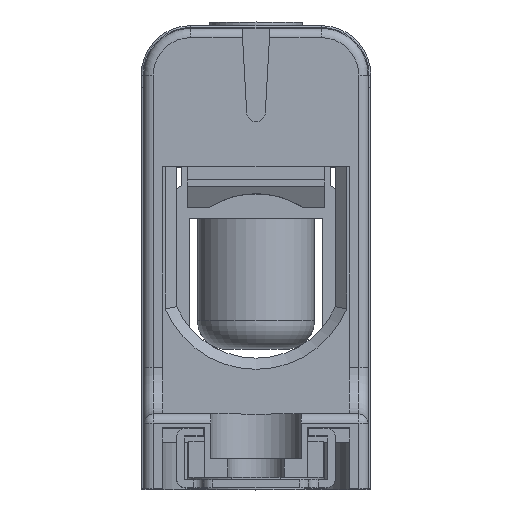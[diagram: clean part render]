
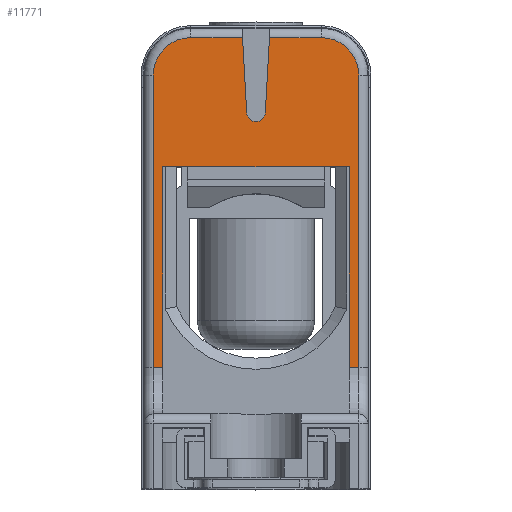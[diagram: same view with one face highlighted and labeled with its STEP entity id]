
A CAD part, top view. The second image highlights one B-rep face of the part: STEP entity #11771.
In plain terms, the highlighted planar face has unit normal (0, 0, 1).
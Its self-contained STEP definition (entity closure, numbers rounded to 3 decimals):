
#56 = ORIENTED_EDGE ( 'NONE', *, *, #12253, .T. ) ;
#623 = VERTEX_POINT ( 'NONE', #20318 ) ;
#719 = DIRECTION ( 'NONE',  ( 0.055, -0.998, 0. ) ) ;
#783 = CARTESIAN_POINT ( 'NONE',  ( -11., 8., 30.5 ) ) ;
#845 = CARTESIAN_POINT ( 'NONE',  ( 1.5, 44.3, 30.5 ) ) ;
#1087 = CARTESIAN_POINT ( 'NONE',  ( -10., 29.5, 30.5 ) ) ;
#1221 = ORIENTED_EDGE ( 'NONE', *, *, #19875, .F. ) ;
#1265 = VERTEX_POINT ( 'NONE', #18802 ) ;
#1342 = ORIENTED_EDGE ( 'NONE', *, *, #7030, .T. ) ;
#1549 = AXIS2_PLACEMENT_3D ( 'NONE', #13694, #16179, #18108 ) ;
#1564 = DIRECTION ( 'NONE',  ( 0., 0., 1. ) ) ;
#1772 = VECTOR ( 'NONE', #18594, 1000. ) ;
#1899 = VERTEX_POINT ( 'NONE', #21056 ) ;
#2124 = CARTESIAN_POINT ( 'NONE',  ( 12., 43.3, 30.5 ) ) ;
#2178 = CARTESIAN_POINT ( 'NONE',  ( -7., 43.3, 30.5 ) ) ;
#2573 = DIRECTION ( 'NONE',  ( 0., -1., 0. ) ) ;
#2687 = CIRCLE ( 'NONE', #26577, 4. ) ;
#2816 = VECTOR ( 'NONE', #28290, 1000. ) ;
#3064 = VERTEX_POINT ( 'NONE', #16077 ) ;
#3624 = CARTESIAN_POINT ( 'NONE',  ( -7., 39.3, 30.5 ) ) ;
#3847 = ORIENTED_EDGE ( 'NONE', *, *, #22092, .F. ) ;
#3921 = LINE ( 'NONE', #19323, #2816 ) ;
#3924 = EDGE_CURVE ( 'NONE', #11634, #12755, #2687, .T. ) ;
#3964 = DIRECTION ( 'NONE',  ( 1., 0., 0. ) ) ;
#5182 = ORIENTED_EDGE ( 'NONE', *, *, #17688, .T. ) ;
#5565 = LINE ( 'NONE', #11879, #27607 ) ;
#5588 = EDGE_CURVE ( 'NONE', #623, #11634, #5565, .T. ) ;
#5627 = DIRECTION ( 'NONE',  ( 1., 0., 0. ) ) ;
#5791 = VECTOR ( 'NONE', #9376, 1000. ) ;
#5852 = VERTEX_POINT ( 'NONE', #7414 ) ;
#5870 = VERTEX_POINT ( 'NONE', #20759 ) ;
#6060 = CARTESIAN_POINT ( 'NONE',  ( -10., 8., 30.5 ) ) ;
#6441 = EDGE_LOOP ( 'NONE', ( #1221, #26635, #56, #1342, #5182, #15626, #18386, #28797, #23094, #20439, #23784, #24134, #16577, #3847 ) ) ;
#6555 = CARTESIAN_POINT ( 'NONE',  ( -10., 8., 30.5 ) ) ;
#7030 = EDGE_CURVE ( 'NONE', #17106, #24616, #14475, .T. ) ;
#7414 = CARTESIAN_POINT ( 'NONE',  ( -0.998, 35.245, 30.5 ) ) ;
#7594 = CARTESIAN_POINT ( 'NONE',  ( 12., 43.3, 30.5 ) ) ;
#7822 = LINE ( 'NONE', #6060, #28316 ) ;
#8082 = LINE ( 'NONE', #17026, #26454 ) ;
#8266 = CIRCLE ( 'NONE', #9219, 4. ) ;
#9219 = AXIS2_PLACEMENT_3D ( 'NONE', #3624, #1564, #28572 ) ;
#9376 = DIRECTION ( 'NONE',  ( 0.055, 0.998, 0. ) ) ;
#9587 = PLANE ( 'NONE',  #13868 ) ;
#9932 = DIRECTION ( 'NONE',  ( 0., -1., 0. ) ) ;
#11072 = DIRECTION ( 'NONE',  ( -1., 0., 0. ) ) ;
#11572 = DIRECTION ( 'NONE',  ( -1., 0., 0. ) ) ;
#11634 = VERTEX_POINT ( 'NONE', #15149 ) ;
#11771 = ADVANCED_FACE ( 'NONE', ( #18240 ), #9587, .F. ) ;
#11803 = LINE ( 'NONE', #27512, #24048 ) ;
#11879 = CARTESIAN_POINT ( 'NONE',  ( 11., 3., 30.5 ) ) ;
#12253 = EDGE_CURVE ( 'NONE', #14108, #17106, #8266, .T. ) ;
#12755 = VERTEX_POINT ( 'NONE', #15752 ) ;
#13694 = CARTESIAN_POINT ( 'NONE',  ( 0., 35.3, 30.5 ) ) ;
#13861 = LINE ( 'NONE', #15915, #26643 ) ;
#13868 = AXIS2_PLACEMENT_3D ( 'NONE', #15886, #27203, #20879 ) ;
#14057 = LINE ( 'NONE', #845, #5791 ) ;
#14108 = VERTEX_POINT ( 'NONE', #2178 ) ;
#14143 = DIRECTION ( 'NONE',  ( 0., 1., 0. ) ) ;
#14332 = CARTESIAN_POINT ( 'NONE',  ( 10., 8., 30.5 ) ) ;
#14363 = LINE ( 'NONE', #25808, #22989 ) ;
#14475 = LINE ( 'NONE', #21230, #21499 ) ;
#15149 = CARTESIAN_POINT ( 'NONE',  ( 11., 39.3, 30.5 ) ) ;
#15462 = LINE ( 'NONE', #2124, #20775 ) ;
#15592 = EDGE_CURVE ( 'NONE', #5870, #28921, #3921, .T. ) ;
#15626 = ORIENTED_EDGE ( 'NONE', *, *, #28843, .F. ) ;
#15752 = CARTESIAN_POINT ( 'NONE',  ( 7., 43.3, 30.5 ) ) ;
#15886 = CARTESIAN_POINT ( 'NONE',  ( 12., 3., 30.5 ) ) ;
#15915 = CARTESIAN_POINT ( 'NONE',  ( -10., 29.5, 30.5 ) ) ;
#16077 = CARTESIAN_POINT ( 'NONE',  ( 1.445, 43.3, 30.5 ) ) ;
#16179 = DIRECTION ( 'NONE',  ( 0., 0., 1. ) ) ;
#16403 = CARTESIAN_POINT ( 'NONE',  ( 7., 39.3, 30.5 ) ) ;
#16577 = ORIENTED_EDGE ( 'NONE', *, *, #22561, .F. ) ;
#16920 = VERTEX_POINT ( 'NONE', #6555 ) ;
#17026 = CARTESIAN_POINT ( 'NONE',  ( 12., 8., 30.5 ) ) ;
#17106 = VERTEX_POINT ( 'NONE', #25477 ) ;
#17688 = EDGE_CURVE ( 'NONE', #24616, #16920, #7822, .T. ) ;
#18108 = DIRECTION ( 'NONE',  ( 1., 0., 0. ) ) ;
#18240 = FACE_OUTER_BOUND ( 'NONE', #6441, .T. ) ;
#18386 = ORIENTED_EDGE ( 'NONE', *, *, #15592, .F. ) ;
#18398 = EDGE_CURVE ( 'NONE', #28420, #623, #8082, .T. ) ;
#18449 = LINE ( 'NONE', #7594, #1772 ) ;
#18594 = DIRECTION ( 'NONE',  ( -1., 0., 0. ) ) ;
#18802 = CARTESIAN_POINT ( 'NONE',  ( -1.445, 43.3, 30.5 ) ) ;
#19323 = CARTESIAN_POINT ( 'NONE',  ( 8.5, 29.5, 30.5 ) ) ;
#19875 = EDGE_CURVE ( 'NONE', #1265, #5852, #14363, .T. ) ;
#20318 = CARTESIAN_POINT ( 'NONE',  ( 11., 8., 30.5 ) ) ;
#20439 = ORIENTED_EDGE ( 'NONE', *, *, #5588, .T. ) ;
#20673 = DIRECTION ( 'NONE',  ( 0., 0., 1. ) ) ;
#20759 = CARTESIAN_POINT ( 'NONE',  ( 10., 29.5, 30.5 ) ) ;
#20775 = VECTOR ( 'NONE', #11072, 1000. ) ;
#20830 = DIRECTION ( 'NONE',  ( 0., 1., 0. ) ) ;
#20879 = DIRECTION ( 'NONE',  ( -1., 0., 0. ) ) ;
#21056 = CARTESIAN_POINT ( 'NONE',  ( 0.998, 35.245, 30.5 ) ) ;
#21230 = CARTESIAN_POINT ( 'NONE',  ( -11., 8., 30.5 ) ) ;
#21499 = VECTOR ( 'NONE', #9932, 1000. ) ;
#21703 = CIRCLE ( 'NONE', #1549, 1. ) ;
#22092 = EDGE_CURVE ( 'NONE', #5852, #1899, #21703, .T. ) ;
#22561 = EDGE_CURVE ( 'NONE', #1899, #3064, #14057, .T. ) ;
#22989 = VECTOR ( 'NONE', #719, 1000. ) ;
#23094 = ORIENTED_EDGE ( 'NONE', *, *, #18398, .T. ) ;
#23784 = ORIENTED_EDGE ( 'NONE', *, *, #3924, .T. ) ;
#24048 = VECTOR ( 'NONE', #14143, 1000. ) ;
#24134 = ORIENTED_EDGE ( 'NONE', *, *, #28361, .T. ) ;
#24616 = VERTEX_POINT ( 'NONE', #783 ) ;
#25477 = CARTESIAN_POINT ( 'NONE',  ( -11., 39.3, 30.5 ) ) ;
#25808 = CARTESIAN_POINT ( 'NONE',  ( -1.5, 44.3, 30.5 ) ) ;
#26454 = VECTOR ( 'NONE', #3964, 1000. ) ;
#26577 = AXIS2_PLACEMENT_3D ( 'NONE', #16403, #20673, #11572 ) ;
#26635 = ORIENTED_EDGE ( 'NONE', *, *, #27447, .T. ) ;
#26643 = VECTOR ( 'NONE', #2573, 1000. ) ;
#27203 = DIRECTION ( 'NONE',  ( 0., 0., -1. ) ) ;
#27447 = EDGE_CURVE ( 'NONE', #1265, #14108, #15462, .T. ) ;
#27512 = CARTESIAN_POINT ( 'NONE',  ( 10., 29.5, 30.5 ) ) ;
#27599 = EDGE_CURVE ( 'NONE', #28420, #5870, #11803, .T. ) ;
#27607 = VECTOR ( 'NONE', #20830, 1000. ) ;
#28290 = DIRECTION ( 'NONE',  ( -1., 0., 0. ) ) ;
#28316 = VECTOR ( 'NONE', #5627, 1000. ) ;
#28361 = EDGE_CURVE ( 'NONE', #12755, #3064, #18449, .T. ) ;
#28420 = VERTEX_POINT ( 'NONE', #14332 ) ;
#28572 = DIRECTION ( 'NONE',  ( -1., 0., 0. ) ) ;
#28797 = ORIENTED_EDGE ( 'NONE', *, *, #27599, .F. ) ;
#28843 = EDGE_CURVE ( 'NONE', #28921, #16920, #13861, .T. ) ;
#28921 = VERTEX_POINT ( 'NONE', #1087 ) ;
